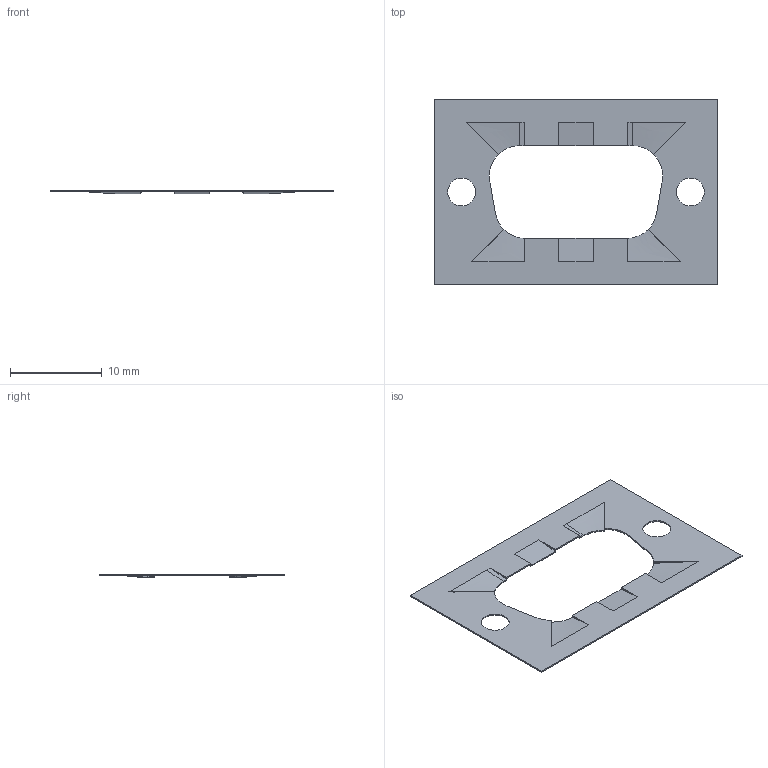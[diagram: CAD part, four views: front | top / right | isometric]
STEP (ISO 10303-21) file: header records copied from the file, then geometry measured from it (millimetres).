
FILE_DESCRIPTION((''),'2;1');
FILE_NAME('C-5747024-3','2015-10-17T',('workeradm'),('Tyco Electronics Ltd.'),'CREO PARAMETRIC BY PTC INC, 2015200','CREO PARAMETRIC BY PTC INC, 2015200','');
FILE_SCHEMA(('AUTOMOTIVE_DESIGN { 1 0 10303 214 1 1 1 1 }'));
Length unit declared in the file: millimetre
Products named in the file (1): C-5747024-3
Bounding box: 30.99 x 20.32 x 0.41 mm (x, y, z)
Volume: 66.8 mm3; surface area: 911.1 mm2
Topology: 1 solids, 1 shells, 70 faces, 188 edges, 120 vertices
Faces by surface type: plane 50, bspline 12, cylinder 8
Entity records: 3073 total; most frequent: CARTESIAN_POINT 1340, ORIENTED_EDGE 376, DIRECTION 296, EDGE_CURVE 188, VECTOR 148, LINE 148, VERTEX_POINT 120, EDGE_LOOP 76
